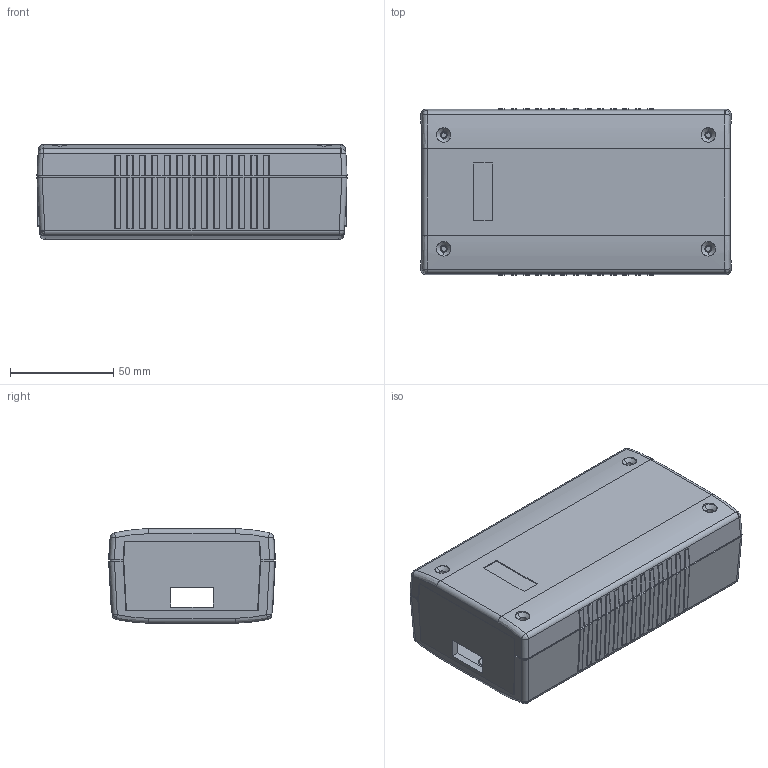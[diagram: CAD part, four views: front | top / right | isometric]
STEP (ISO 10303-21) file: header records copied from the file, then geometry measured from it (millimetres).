
FILE_DESCRIPTION (( 'STEP AP214' ), '1' );
FILE_NAME ('Ïîëíûé.STEP', '2019-05-06T12:01:17', ( 'vlasin' ), ( '' ), 'SwSTEP 2.0', 'SolidWorks 2010', '' );
FILE_SCHEMA (( 'AUTOMOTIVE_DESIGN' ));
Length unit declared in the file: millimetre
Products named in the file (4): G416  G445_3; G416  G445_2; G416  G445; Ïîëíûé
Assembly tree (4 placements, depth 2):
  Ïîëíûé
    G416  G445  x2
    G416  G445_2
    G416  G445_3
Bounding box: 150 x 80.6 x 45.7 mm (x, y, z)
Volume: 114678.4 mm3; surface area: 97234.8 mm2
Topology: 4 solids, 4 shells, 1097 faces, 2948 edges, 1870 vertices
Faces by surface type: plane 699, cylinder 302, cone 76, bspline 20
Entity records: 46817 total; most frequent: CARTESIAN_POINT 9799, ORIENTED_EDGE 5640, DIRECTION 4844, EDGE_CURVE 2820, VECTOR 1884, LINE 1884, VERTEX_POINT 1798, AXIS2_PLACEMENT_3D 1480
